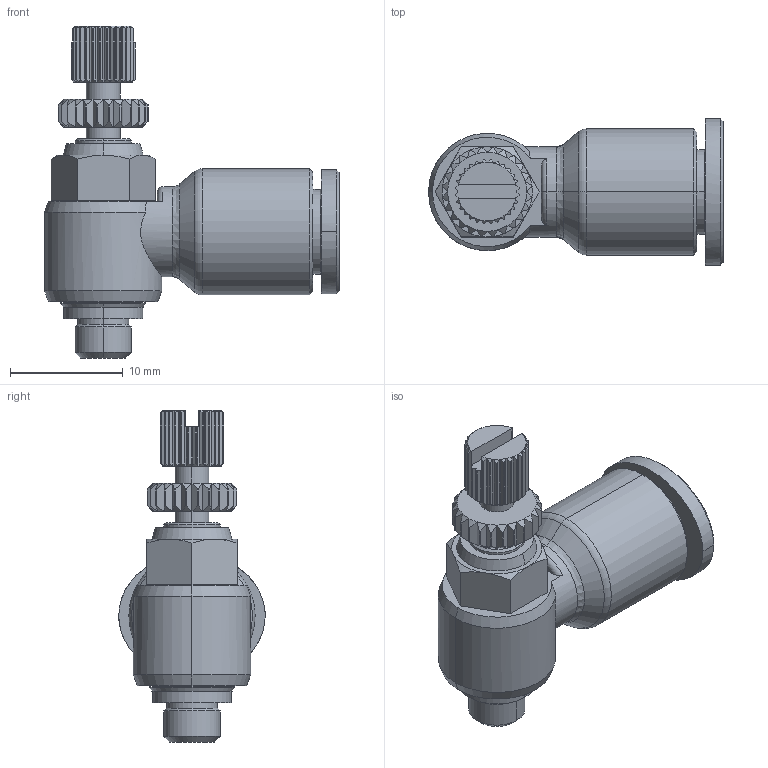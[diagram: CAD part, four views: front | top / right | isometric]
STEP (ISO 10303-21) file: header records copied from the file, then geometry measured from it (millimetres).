
FILE_DESCRIPTION((''),'2;1');
FILE_NAME('GNSE 06M5(3D).stp','2012-12-17T11:14:35',(''),(''),'Mechanical Desktop.R8.0.24.0','Mechanical Desktop.R8.0.24.0',', , ');
FILE_SCHEMA(('CONFIG_CONTROL_DESIGN'));
Length unit declared in the file: millimetre
Products named in the file (2): GNSE 06M5(3D); ºÎÇ°1
Assembly tree (1 placements, depth 2):
  GNSE 06M5(3D)
    ºÎÇ°1
Bounding box: 26.15 x 13 x 29.45 mm (x, y, z)
Volume: 2338.2 mm3; surface area: 2090.8 mm2
Topology: 1 solids, 1 shells, 583 faces, 1482 edges, 927 vertices
Faces by surface type: plane 298, cone 128, cylinder 119, bspline 34, torus 4
Entity records: 18863 total; most frequent: CARTESIAN_POINT 5431, ORIENTED_EDGE 2964, DIRECTION 2633, EDGE_CURVE 1482, AXIS2_PLACEMENT_3D 934, VERTEX_POINT 927, VECTOR 765, LINE 765
